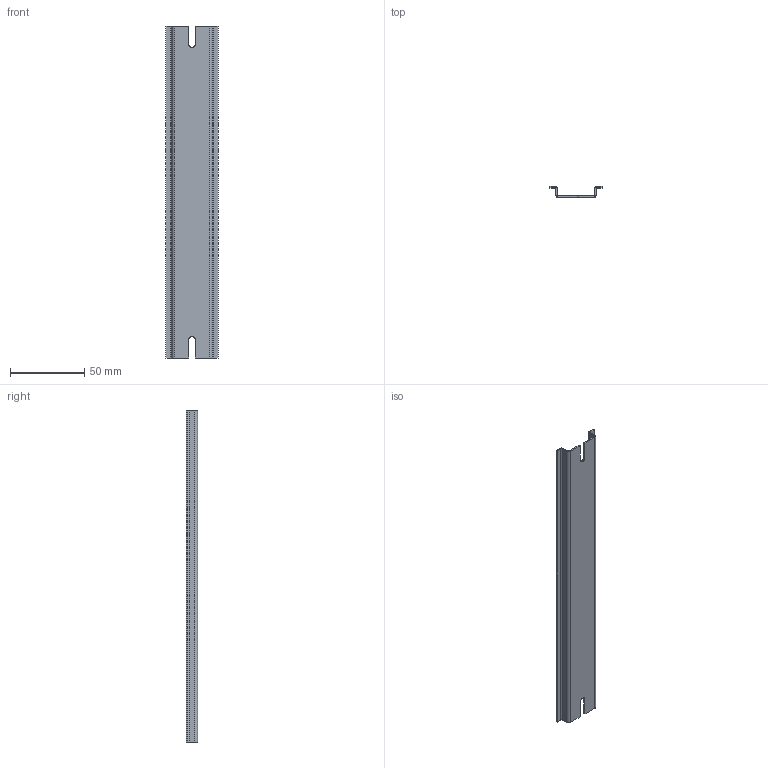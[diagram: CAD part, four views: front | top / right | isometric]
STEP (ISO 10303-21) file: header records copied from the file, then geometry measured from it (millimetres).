
FILE_DESCRIPTION (( 'STEP AP203' ), '1' );
FILE_NAME ('MIV20_Default.step', '2025-08-29T17:47:32', ( 'Windows User' ), ( 'AUTOMATION DIRECT' ), 'SwSTEP 2.0', 'SolidWorks 2024', '' );
FILE_SCHEMA (( 'CONFIG_CONTROL_DESIGN' ));
Length unit declared in the file: millimetre
Products named in the file (1): MIV20_Default
Bounding box: 35 x 7.5 x 223 mm (x, y, z)
Volume: 10082.4 mm3; surface area: 20755.5 mm2
Topology: 1 solids, 1 shells, 47 faces, 103 edges, 58 vertices
Faces by surface type: plane 36, cylinder 11
Entity records: 1320 total; most frequent: DIRECTION 221, CARTESIAN_POINT 209, ORIENTED_EDGE 206, EDGE_CURVE 103, LINE 81, VECTOR 81, AXIS2_PLACEMENT_3D 70, VERTEX_POINT 58
